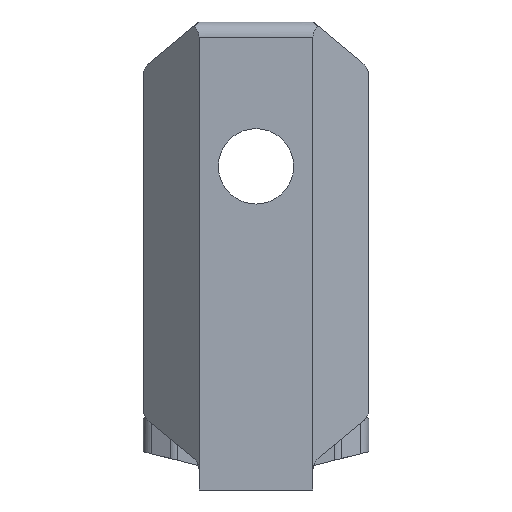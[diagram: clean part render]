
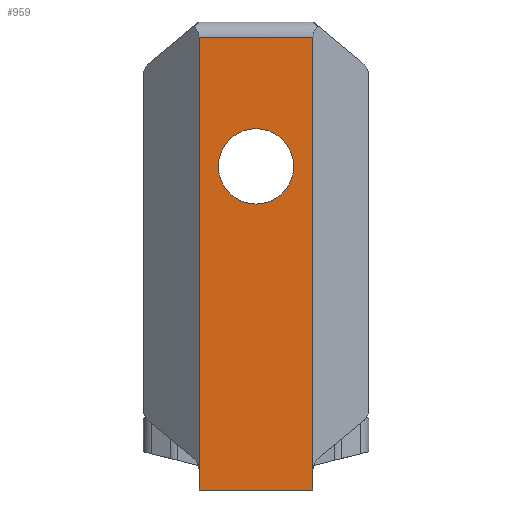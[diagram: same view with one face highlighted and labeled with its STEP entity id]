
A CAD part, front view. The second image highlights one B-rep face of the part: STEP entity #959.
In plain terms, the highlighted planar face has unit normal (0, -1, 0).
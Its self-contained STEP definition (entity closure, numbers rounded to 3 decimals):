
#17=FACE_BOUND('',#150,.T.);
#47=PLANE('',#1074);
#97=FACE_OUTER_BOUND('',#149,.T.);
#149=EDGE_LOOP('',(#879,#880,#881,#882,#883,#884));
#150=EDGE_LOOP('',(#885));
#168=CIRCLE('',#1065,2.479);
#191=LINE('',#1426,#287);
#198=LINE('',#1445,#294);
#244=LINE('',#1579,#340);
#258=LINE('',#1623,#354);
#260=LINE('',#1627,#356);
#263=LINE('',#1633,#359);
#287=VECTOR('',#1134,10.);
#294=VECTOR('',#1151,10.);
#340=VECTOR('',#1281,10.);
#354=VECTOR('',#1341,10.);
#356=VECTOR('',#1345,10.);
#359=VECTOR('',#1352,10.);
#387=VERTEX_POINT('',#1360);
#399=VERTEX_POINT('',#1393);
#414=VERTEX_POINT('',#1424);
#421=VERTEX_POINT('',#1444);
#467=VERTEX_POINT('',#1578);
#474=VERTEX_POINT('',#1612);
#475=VERTEX_POINT('',#1625);
#509=EDGE_CURVE('',#399,#414,#191,.T.);
#518=EDGE_CURVE('',#421,#399,#198,.T.);
#586=EDGE_CURVE('',#421,#467,#244,.T.);
#604=EDGE_CURVE('',#474,#474,#168,.T.);
#608=EDGE_CURVE('',#467,#387,#258,.T.);
#610=EDGE_CURVE('',#475,#414,#260,.T.);
#613=EDGE_CURVE('',#387,#475,#263,.T.);
#879=ORIENTED_EDGE('',*,*,#586,.F.);
#880=ORIENTED_EDGE('',*,*,#518,.T.);
#881=ORIENTED_EDGE('',*,*,#509,.T.);
#882=ORIENTED_EDGE('',*,*,#610,.F.);
#883=ORIENTED_EDGE('',*,*,#613,.F.);
#884=ORIENTED_EDGE('',*,*,#608,.F.);
#885=ORIENTED_EDGE('',*,*,#604,.T.);
#959=ADVANCED_FACE('',(#97,#17),#47,.T.);
#1065=AXIS2_PLACEMENT_3D('',#1614,#1326,#1327);
#1074=AXIS2_PLACEMENT_3D('',#1635,#1354,#1355);
#1134=DIRECTION('',(0.,0.,-1.));
#1151=DIRECTION('',(0.,0.,-1.));
#1281=DIRECTION('',(1.,0.,0.));
#1326=DIRECTION('center_axis',(0.,1.,0.));
#1327=DIRECTION('ref_axis',(1.,0.,0.));
#1341=DIRECTION('',(0.,0.,-1.));
#1345=DIRECTION('',(-1.,0.,0.));
#1352=DIRECTION('',(0.,0.,-1.));
#1354=DIRECTION('center_axis',(0.,-1.,0.));
#1355=DIRECTION('ref_axis',(-1.,0.,0.));
#1360=CARTESIAN_POINT('',(3.75,0.,-29.473));
#1393=CARTESIAN_POINT('',(-3.75,0.,-29.473));
#1424=CARTESIAN_POINT('',(-3.75,0.,-30.8));
#1426=CARTESIAN_POINT('',(-3.75,0.,0.));
#1444=CARTESIAN_POINT('',(-3.75,0.,-1.));
#1445=CARTESIAN_POINT('',(-3.75,0.,0.));
#1578=CARTESIAN_POINT('',(3.75,0.,-1.));
#1579=CARTESIAN_POINT('',(1.875,0.,-1.));
#1612=CARTESIAN_POINT('',(-2.479,0.,-9.5));
#1614=CARTESIAN_POINT('Origin',(0.,0.,-9.5));
#1623=CARTESIAN_POINT('',(3.75,0.,0.));
#1625=CARTESIAN_POINT('',(3.75,0.,-30.8));
#1627=CARTESIAN_POINT('',(-3.75,0.,-30.8));
#1633=CARTESIAN_POINT('',(3.75,0.,0.));
#1635=CARTESIAN_POINT('Origin',(3.75,0.,0.));
